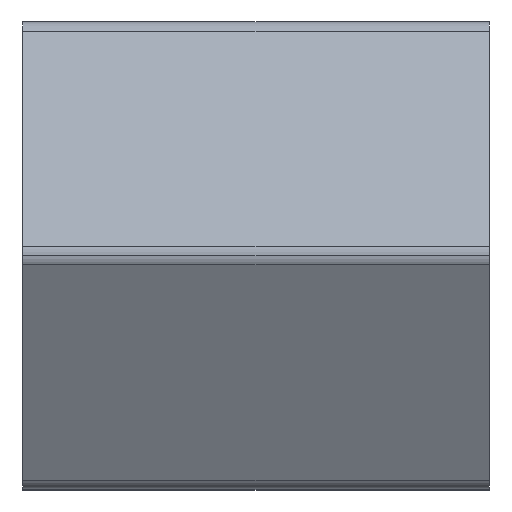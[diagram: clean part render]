
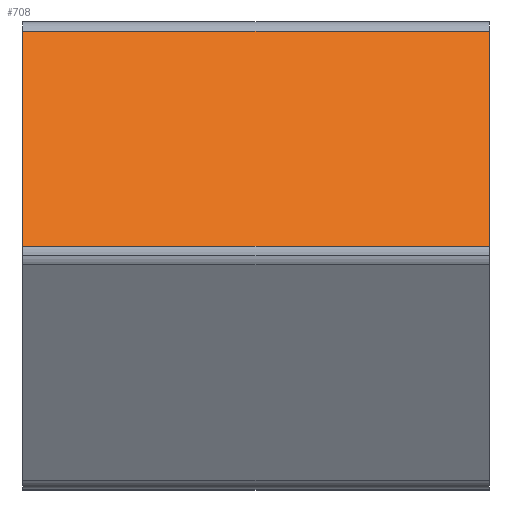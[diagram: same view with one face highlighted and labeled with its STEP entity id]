
A CAD part, top view. The second image highlights one B-rep face of the part: STEP entity #708.
In plain terms, the highlighted planar face has unit normal (0, 0.5, 0.866).
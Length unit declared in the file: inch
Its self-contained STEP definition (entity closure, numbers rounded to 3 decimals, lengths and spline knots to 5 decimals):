
#14 = CARTESIAN_POINT ( 'NONE',  ( -0.25, 0.2405, 0.1504 ) ) ;
#15 = LINE ( 'NONE', #222, #434 ) ;
#24 = VECTOR ( 'NONE', #644, 39.37008 ) ;
#27 = EDGE_CURVE ( 'NONE', #298, #344, #590, .T. ) ;
#123 = DIRECTION ( 'NONE',  ( 0., -0.866, 0.5 ) ) ;
#125 = CARTESIAN_POINT ( 'NONE',  ( 0.25, 0.01, 0.28348 ) ) ;
#159 = ORIENTED_EDGE ( 'NONE', *, *, #189, .T. ) ;
#189 = EDGE_CURVE ( 'NONE', #677, #362, #15, .T. ) ;
#222 = CARTESIAN_POINT ( 'NONE',  ( 0.25, 0.01, 0.28348 ) ) ;
#246 = EDGE_CURVE ( 'NONE', #298, #362, #665, .T. ) ;
#298 = VERTEX_POINT ( 'NONE', #454 ) ;
#310 = EDGE_LOOP ( 'NONE', ( #400, #159, #418, #435 ) ) ;
#344 = VERTEX_POINT ( 'NONE', #14 ) ;
#348 = CARTESIAN_POINT ( 'NONE',  ( 0.25, 0.2505, 0.14463 ) ) ;
#362 = VERTEX_POINT ( 'NONE', #125 ) ;
#370 = CARTESIAN_POINT ( 'NONE',  ( 0.25, 0.2405, 0.1504 ) ) ;
#386 = LINE ( 'NONE', #521, #523 ) ;
#400 = ORIENTED_EDGE ( 'NONE', *, *, #586, .T. ) ;
#418 = ORIENTED_EDGE ( 'NONE', *, *, #246, .F. ) ;
#434 = VECTOR ( 'NONE', #567, 39.37008 ) ;
#435 = ORIENTED_EDGE ( 'NONE', *, *, #27, .T. ) ;
#450 = DIRECTION ( 'NONE',  ( 0., -0.5, -0.866 ) ) ;
#454 = CARTESIAN_POINT ( 'NONE',  ( 0.25, 0.2405, 0.1504 ) ) ;
#486 = CARTESIAN_POINT ( 'NONE',  ( 0.25, 0.2505, 0.14463 ) ) ;
#521 = CARTESIAN_POINT ( 'NONE',  ( -0.25, 0.2505, 0.14463 ) ) ;
#523 = VECTOR ( 'NONE', #582, 39.37008 ) ;
#567 = DIRECTION ( 'NONE',  ( 1., 0., 0. ) ) ;
#582 = DIRECTION ( 'NONE',  ( 0., -0.866, 0.5 ) ) ;
#586 = EDGE_CURVE ( 'NONE', #344, #677, #386, .T. ) ;
#589 = VECTOR ( 'NONE', #123, 39.37008 ) ;
#590 = LINE ( 'NONE', #370, #24 ) ;
#594 = DIRECTION ( 'NONE',  ( 0., 0.866, -0.5 ) ) ;
#602 = CARTESIAN_POINT ( 'NONE',  ( -0.25, 0.01, 0.28348 ) ) ;
#630 = FACE_OUTER_BOUND ( 'NONE', #310, .T. ) ;
#644 = DIRECTION ( 'NONE',  ( -1., 0., 0. ) ) ;
#665 = LINE ( 'NONE', #348, #589 ) ;
#677 = VERTEX_POINT ( 'NONE', #602 ) ;
#683 = AXIS2_PLACEMENT_3D ( 'NONE', #486, #450, #594 ) ;
#706 = PLANE ( 'NONE',  #683 ) ;
#708 = ADVANCED_FACE ( 'NONE', ( #630 ), #706, .F. ) ;
